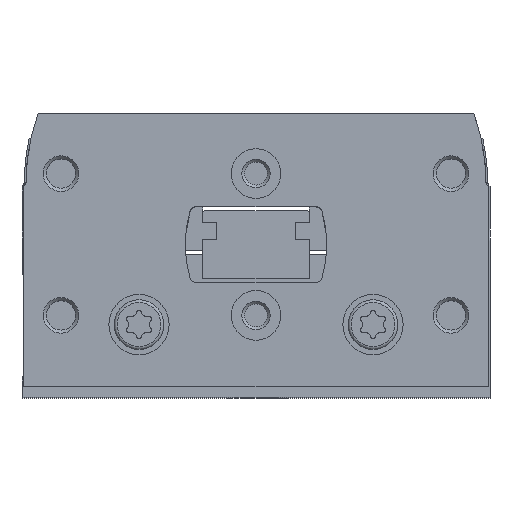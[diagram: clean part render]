
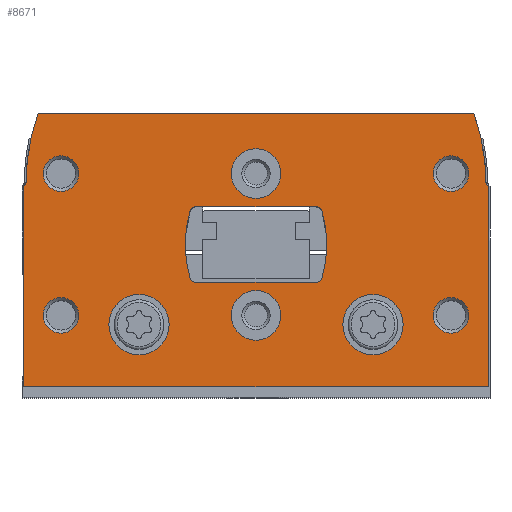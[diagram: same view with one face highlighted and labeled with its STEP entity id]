
A CAD part, top view. The second image highlights one B-rep face of the part: STEP entity #8671.
In plain terms, the highlighted planar face has unit normal (0, 0, 1).
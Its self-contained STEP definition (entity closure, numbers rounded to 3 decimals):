
#414=LINE('',#13496,#920);
#419=LINE('',#13506,#925);
#437=LINE('',#13552,#943);
#443=LINE('',#13564,#949);
#457=LINE('',#13635,#963);
#459=LINE('',#13638,#965);
#460=LINE('',#13664,#966);
#461=LINE('',#13684,#967);
#920=VECTOR('',#11020,1000.);
#925=VECTOR('',#11027,1000.);
#943=VECTOR('',#11063,1000.);
#949=VECTOR('',#11073,1000.);
#963=VECTOR('',#11127,1000.);
#965=VECTOR('',#11131,1000.);
#966=VECTOR('',#11158,1000.);
#967=VECTOR('',#11179,1000.);
#1236=PLANE('',#9408);
#2347=ORIENTED_EDGE('',*,*,#3937,.F.);
#2348=ORIENTED_EDGE('',*,*,#3938,.F.);
#2349=ORIENTED_EDGE('',*,*,#3939,.T.);
#2350=ORIENTED_EDGE('',*,*,#3940,.T.);
#2351=ORIENTED_EDGE('',*,*,#3941,.T.);
#2352=ORIENTED_EDGE('',*,*,#3942,.T.);
#2353=ORIENTED_EDGE('',*,*,#3943,.T.);
#2354=ORIENTED_EDGE('',*,*,#3944,.T.);
#2355=ORIENTED_EDGE('',*,*,#3903,.F.);
#2356=ORIENTED_EDGE('',*,*,#3921,.F.);
#2357=ORIENTED_EDGE('',*,*,#3915,.F.);
#2358=ORIENTED_EDGE('',*,*,#3912,.F.);
#2359=ORIENTED_EDGE('',*,*,#3945,.F.);
#2360=ORIENTED_EDGE('',*,*,#3946,.F.);
#2361=ORIENTED_EDGE('',*,*,#3947,.F.);
#2362=ORIENTED_EDGE('',*,*,#3906,.F.);
#2363=ORIENTED_EDGE('',*,*,#3890,.T.);
#2364=ORIENTED_EDGE('',*,*,#3884,.T.);
#2365=ORIENTED_EDGE('',*,*,#3923,.T.);
#2366=ORIENTED_EDGE('',*,*,#3855,.T.);
#2367=ORIENTED_EDGE('',*,*,#3860,.T.);
#2368=ORIENTED_EDGE('',*,*,#3864,.T.);
#2369=ORIENTED_EDGE('',*,*,#3936,.T.);
#2370=ORIENTED_EDGE('',*,*,#3896,.T.);
#3855=EDGE_CURVE('',#4744,#4743,#414,.T.);
#3860=EDGE_CURVE('',#4743,#4747,#419,.T.);
#3864=EDGE_CURVE('',#4747,#4749,#5295,.T.);
#3884=EDGE_CURVE('',#4764,#4766,#437,.T.);
#3890=EDGE_CURVE('',#4770,#4764,#443,.T.);
#3896=EDGE_CURVE('',#4775,#4770,#5301,.T.);
#3903=EDGE_CURVE('',#4779,#4780,#5304,.T.);
#3906=EDGE_CURVE('',#4780,#4781,#5305,.T.);
#3912=EDGE_CURVE('',#4785,#4786,#5308,.T.);
#3915=EDGE_CURVE('',#4786,#4788,#5309,.T.);
#3921=EDGE_CURVE('',#4788,#4779,#457,.T.);
#3923=EDGE_CURVE('',#4766,#4744,#459,.T.);
#3936=EDGE_CURVE('',#4749,#4775,#460,.T.);
#3937=EDGE_CURVE('',#4804,#4804,#5325,.T.);
#3938=EDGE_CURVE('',#4805,#4805,#5326,.T.);
#3939=EDGE_CURVE('',#4806,#4806,#5327,.T.);
#3940=EDGE_CURVE('',#4807,#4807,#5328,.T.);
#3941=EDGE_CURVE('',#4808,#4808,#5329,.T.);
#3942=EDGE_CURVE('',#4809,#4809,#5330,.T.);
#3943=EDGE_CURVE('',#4810,#4810,#5331,.T.);
#3944=EDGE_CURVE('',#4811,#4811,#5332,.T.);
#3945=EDGE_CURVE('',#4812,#4785,#5333,.T.);
#3946=EDGE_CURVE('',#4813,#4812,#461,.T.);
#3947=EDGE_CURVE('',#4781,#4813,#5334,.T.);
#4743=VERTEX_POINT('',#13495);
#4744=VERTEX_POINT('',#13497);
#4747=VERTEX_POINT('',#13505);
#4749=VERTEX_POINT('',#13512);
#4764=VERTEX_POINT('',#13546);
#4766=VERTEX_POINT('',#13551);
#4770=VERTEX_POINT('',#13562);
#4775=VERTEX_POINT('',#13577);
#4779=VERTEX_POINT('',#13591);
#4780=VERTEX_POINT('',#13593);
#4781=VERTEX_POINT('',#13601);
#4785=VERTEX_POINT('',#13614);
#4786=VERTEX_POINT('',#13616);
#4788=VERTEX_POINT('',#13625);
#4804=VERTEX_POINT('',#13667);
#4805=VERTEX_POINT('',#13669);
#4806=VERTEX_POINT('',#13671);
#4807=VERTEX_POINT('',#13673);
#4808=VERTEX_POINT('',#13675);
#4809=VERTEX_POINT('',#13677);
#4810=VERTEX_POINT('',#13679);
#4811=VERTEX_POINT('',#13681);
#4812=VERTEX_POINT('',#13683);
#4813=VERTEX_POINT('',#13685);
#5295=CIRCLE('',#9365,30.);
#5301=CIRCLE('',#9377,30.);
#5304=CIRCLE('',#9381,1.);
#5305=CIRCLE('',#9383,16.);
#5308=CIRCLE('',#9387,16.);
#5309=CIRCLE('',#9389,1.);
#5325=CIRCLE('',#9409,4.25);
#5326=CIRCLE('',#9410,4.25);
#5327=CIRCLE('',#9411,3.5);
#5328=CIRCLE('',#9412,3.5);
#5329=CIRCLE('',#9413,2.5);
#5330=CIRCLE('',#9414,2.5);
#5331=CIRCLE('',#9415,2.5);
#5332=CIRCLE('',#9416,2.5);
#5333=CIRCLE('',#9417,1.);
#5334=CIRCLE('',#9418,1.);
#5876=EDGE_LOOP('',(#2347));
#5877=EDGE_LOOP('',(#2348));
#5878=EDGE_LOOP('',(#2349));
#5879=EDGE_LOOP('',(#2350));
#5880=EDGE_LOOP('',(#2351));
#5881=EDGE_LOOP('',(#2352));
#5882=EDGE_LOOP('',(#2353));
#5883=EDGE_LOOP('',(#2354));
#5884=EDGE_LOOP('',(#2355,#2356,#2357,#2358,#2359,#2360,#2361,#2362));
#5885=EDGE_LOOP('',(#2363,#2364,#2365,#2366,#2367,#2368,#2369,#2370));
#6588=FACE_BOUND('',#5876,.T.);
#6589=FACE_BOUND('',#5877,.T.);
#6590=FACE_BOUND('',#5878,.T.);
#6591=FACE_BOUND('',#5879,.T.);
#6592=FACE_BOUND('',#5880,.T.);
#6593=FACE_BOUND('',#5881,.T.);
#6594=FACE_BOUND('',#5882,.T.);
#6595=FACE_BOUND('',#5883,.T.);
#6596=FACE_BOUND('',#5884,.T.);
#6597=FACE_BOUND('',#5885,.T.);
#8671=ADVANCED_FACE('',(#6588,#6589,#6590,#6591,#6592,#6593,#6594,#6595,
#6596,#6597),#1236,.T.);
#9365=AXIS2_PLACEMENT_3D('',#13513,#11034,#11035);
#9377=AXIS2_PLACEMENT_3D('',#13576,#11084,#11085);
#9381=AXIS2_PLACEMENT_3D('',#13592,#11095,#11096);
#9383=AXIS2_PLACEMENT_3D('',#13600,#11100,#11101);
#9387=AXIS2_PLACEMENT_3D('',#13615,#11110,#11111);
#9389=AXIS2_PLACEMENT_3D('',#13624,#11115,#11116);
#9408=AXIS2_PLACEMENT_3D('',#13665,#11159,#11160);
#9409=AXIS2_PLACEMENT_3D('',#13666,#11161,#11162);
#9410=AXIS2_PLACEMENT_3D('',#13668,#11163,#11164);
#9411=AXIS2_PLACEMENT_3D('',#13670,#11165,#11166);
#9412=AXIS2_PLACEMENT_3D('',#13672,#11167,#11168);
#9413=AXIS2_PLACEMENT_3D('',#13674,#11169,#11170);
#9414=AXIS2_PLACEMENT_3D('',#13676,#11171,#11172);
#9415=AXIS2_PLACEMENT_3D('',#13678,#11173,#11174);
#9416=AXIS2_PLACEMENT_3D('',#13680,#11175,#11176);
#9417=AXIS2_PLACEMENT_3D('',#13682,#11177,#11178);
#9418=AXIS2_PLACEMENT_3D('',#13686,#11180,#11181);
#11020=DIRECTION('',(0.,1.,0.));
#11027=DIRECTION('',(-0.866,0.5,0.));
#11034=DIRECTION('',(0.,0.,1.));
#11035=DIRECTION('',(1.,0.,0.));
#11063=DIRECTION('',(0.,-1.,0.));
#11073=DIRECTION('',(-0.866,-0.5,0.));
#11084=DIRECTION('',(0.,0.,1.));
#11085=DIRECTION('',(1.,0.,0.));
#11095=DIRECTION('',(0.,0.,1.));
#11096=DIRECTION('',(1.,0.,0.));
#11100=DIRECTION('',(0.,0.,1.));
#11101=DIRECTION('',(1.,0.,0.));
#11110=DIRECTION('',(0.,0.,1.));
#11111=DIRECTION('',(1.,0.,0.));
#11115=DIRECTION('',(0.,0.,1.));
#11116=DIRECTION('',(1.,0.,0.));
#11127=DIRECTION('',(-1.,0.,0.));
#11131=DIRECTION('',(1.,0.,0.));
#11158=DIRECTION('',(-1.,0.,0.));
#11159=DIRECTION('',(0.,0.,1.));
#11160=DIRECTION('',(1.,0.,0.));
#11161=DIRECTION('',(0.,0.,1.));
#11162=DIRECTION('',(1.,0.,0.));
#11163=DIRECTION('',(0.,0.,1.));
#11164=DIRECTION('',(1.,0.,0.));
#11165=DIRECTION('',(0.,0.,-1.));
#11166=DIRECTION('',(-1.,0.,0.));
#11167=DIRECTION('',(0.,0.,-1.));
#11168=DIRECTION('',(-1.,0.,0.));
#11169=DIRECTION('',(0.,0.,-1.));
#11170=DIRECTION('',(-1.,0.,0.));
#11171=DIRECTION('',(0.,0.,-1.));
#11172=DIRECTION('',(-1.,0.,0.));
#11173=DIRECTION('',(0.,0.,-1.));
#11174=DIRECTION('',(-1.,0.,0.));
#11175=DIRECTION('',(0.,0.,-1.));
#11176=DIRECTION('',(-1.,0.,0.));
#11177=DIRECTION('',(0.,0.,1.));
#11178=DIRECTION('',(1.,0.,0.));
#11179=DIRECTION('',(1.,0.,0.));
#11180=DIRECTION('',(0.,0.,1.));
#11181=DIRECTION('',(1.,0.,0.));
#13495=CARTESIAN_POINT('',(32.75,28.327,0.));
#13496=CARTESIAN_POINT('',(32.75,0.,0.));
#13497=CARTESIAN_POINT('',(32.75,0.,0.));
#13505=CARTESIAN_POINT('',(32.45,28.5,0.));
#13506=CARTESIAN_POINT('',(32.75,28.327,0.));
#13512=CARTESIAN_POINT('',(30.734,38.5,0.));
#13513=CARTESIAN_POINT('',(2.45,28.5,0.));
#13546=CARTESIAN_POINT('',(-32.75,28.327,0.));
#13551=CARTESIAN_POINT('',(-32.75,0.,0.));
#13552=CARTESIAN_POINT('',(-32.75,28.327,0.));
#13562=CARTESIAN_POINT('',(-32.45,28.5,0.));
#13564=CARTESIAN_POINT('',(-32.45,28.5,0.));
#13576=CARTESIAN_POINT('',(-2.45,28.5,0.));
#13577=CARTESIAN_POINT('',(-30.734,38.5,0.));
#13591=CARTESIAN_POINT('',(-8.355,25.4,0.));
#13592=CARTESIAN_POINT('',(-8.355,24.4,0.));
#13593=CARTESIAN_POINT('',(-9.312,24.69,0.));
#13600=CARTESIAN_POINT('',(6.,20.05,0.));
#13601=CARTESIAN_POINT('',(-9.312,15.41,0.));
#13614=CARTESIAN_POINT('',(9.312,15.41,0.));
#13615=CARTESIAN_POINT('',(-6.,20.05,0.));
#13616=CARTESIAN_POINT('',(9.312,24.69,0.));
#13624=CARTESIAN_POINT('',(8.355,24.4,0.));
#13625=CARTESIAN_POINT('',(8.355,25.4,0.));
#13635=CARTESIAN_POINT('',(8.355,25.4,0.));
#13638=CARTESIAN_POINT('',(-32.75,0.,0.));
#13664=CARTESIAN_POINT('',(30.734,38.5,0.));
#13665=CARTESIAN_POINT('',(2.45,28.5,0.));
#13666=CARTESIAN_POINT('',(-16.5,8.75,0.));
#13667=CARTESIAN_POINT('',(-12.25,8.75,0.));
#13668=CARTESIAN_POINT('',(16.5,8.75,0.));
#13669=CARTESIAN_POINT('',(20.75,8.75,0.));
#13670=CARTESIAN_POINT('',(0.,10.05,0.));
#13671=CARTESIAN_POINT('',(-3.5,10.05,0.));
#13672=CARTESIAN_POINT('',(0.,30.05,0.));
#13673=CARTESIAN_POINT('',(-3.5,30.05,0.));
#13674=CARTESIAN_POINT('',(27.5,10.05,0.));
#13675=CARTESIAN_POINT('',(25.,10.05,0.));
#13676=CARTESIAN_POINT('',(-27.5,10.05,0.));
#13677=CARTESIAN_POINT('',(-30.,10.05,0.));
#13678=CARTESIAN_POINT('',(-27.5,30.05,0.));
#13679=CARTESIAN_POINT('',(-30.,30.05,0.));
#13680=CARTESIAN_POINT('',(27.5,30.05,0.));
#13681=CARTESIAN_POINT('',(25.,30.05,0.));
#13682=CARTESIAN_POINT('',(8.355,15.7,0.));
#13683=CARTESIAN_POINT('',(8.355,14.7,0.));
#13684=CARTESIAN_POINT('',(-8.355,14.7,0.));
#13685=CARTESIAN_POINT('',(-8.355,14.7,0.));
#13686=CARTESIAN_POINT('',(-8.355,15.7,0.));
